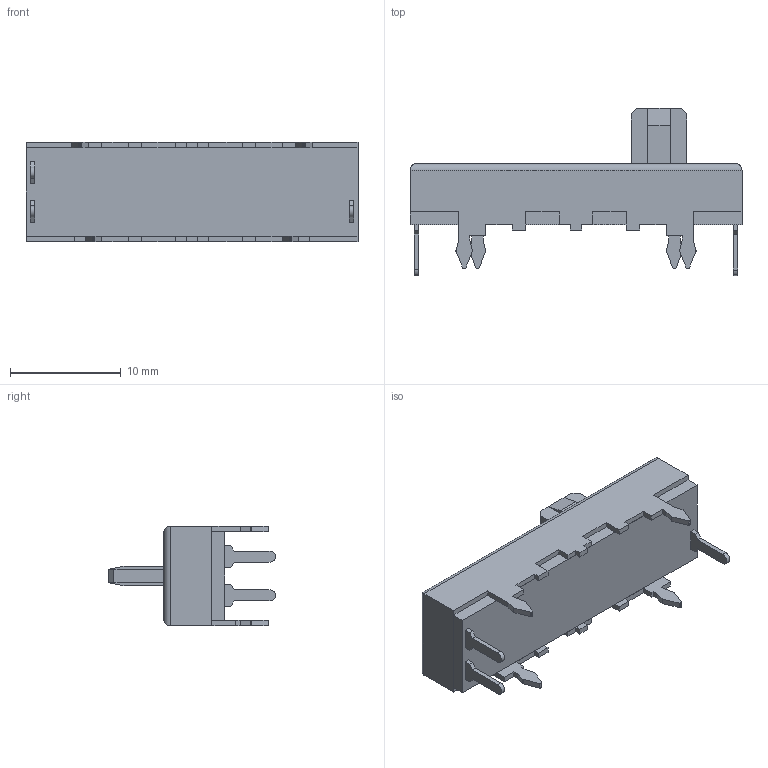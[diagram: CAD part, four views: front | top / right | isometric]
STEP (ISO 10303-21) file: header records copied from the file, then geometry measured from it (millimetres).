
FILE_DESCRIPTION((''),'2;1');
FILE_NAME('PS15-10PA1_ASM','2025-05-29T16:31:51',('avery.harrell'),(''),'CREO PARAMETRIC BY PTC INC, 2018400','CREO PARAMETRIC BY PTC INC, 2018400','');
FILE_SCHEMA(('CONFIG_CONTROL_DESIGN'));
Length unit declared in the file: millimetre
Products named in the file (4): BM-517-3; BM-519-3; BM-590; PS15-10PA1_ASM
Assembly tree (3 placements, depth 2):
  PS15-10PA1_ASM
    BM-517-3
    BM-519-3
    BM-590
Bounding box: 30 x 15.1 x 9 mm (x, y, z)
Volume: 1458.7 mm3; surface area: 2260.4 mm2
Topology: 3 solids, 3 shells, 187 faces, 512 edges, 336 vertices
Faces by surface type: plane 152, cylinder 35
Entity records: 6016 total; most frequent: CARTESIAN_POINT 1138, ORIENTED_EDGE 1024, DIRECTION 934, EDGE_CURVE 512, VECTOR 454, LINE 454, VERTEX_POINT 336, AXIS2_PLACEMENT_3D 240
